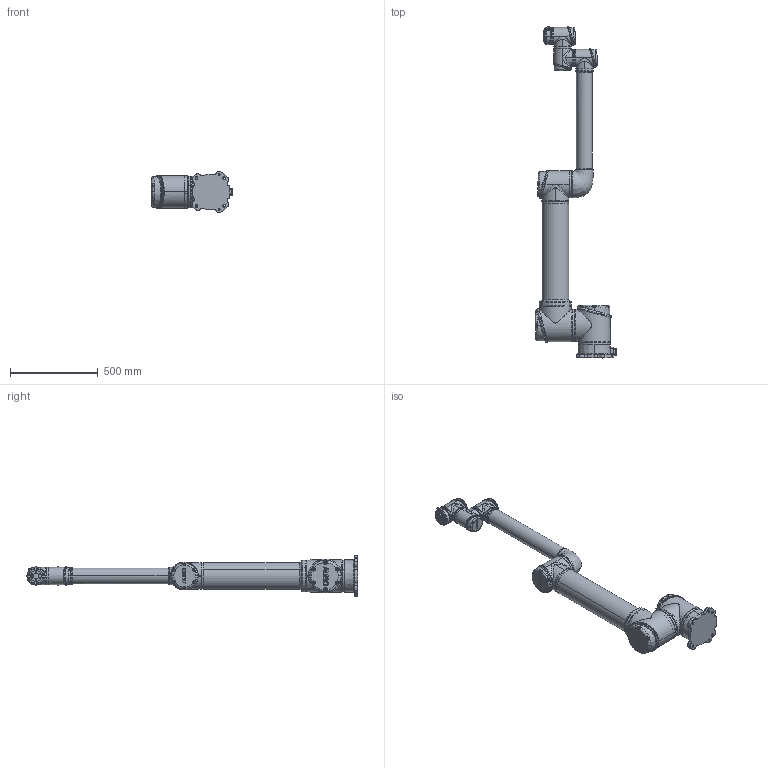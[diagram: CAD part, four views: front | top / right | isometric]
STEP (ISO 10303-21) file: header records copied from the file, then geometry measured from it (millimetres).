
FILE_DESCRIPTION (( 'STEP AP214' ), '1' );
FILE_NAME ('iS20-蚾饜极.STEP', '2023-07-19T02:50:17', ( '' ), ( '' ), 'SwSTEP 2.0', 'SolidWorks 2018', '' );
FILE_SCHEMA (( 'AUTOMOTIVE_DESIGN' ));
Length unit declared in the file: millimetre
Products named in the file (7): iS20-苤旋奪; M40P-壽誹潠趙; iS20-蚾饜极; M20P-壽誹潠趙; iS20-湮旋奪; iS20-菁釱潠趙; iS20-藺傷潠趙
Assembly tree (7 placements, depth 2):
  iS20-蚾饜极
    iS20-菁釱潠趙
    M40P-壽誹潠趙
    iS20-湮旋奪
    iS20-苤旋奪
    M20P-壽誹潠趙  x2
    iS20-藺傷潠趙
Bounding box: 465.5 x 1889.5 x 235.36 mm (x, y, z)
Volume: 36890765.4 mm3; surface area: 2049346.5 mm2
Topology: 21 solids, 33 shells, 4207 faces, 10378 edges, 6435 vertices
Faces by surface type: plane 1145, bspline 1065, cylinder 896, torus 464, cone 433, sphere 204
Entity records: 242322 total; most frequent: CARTESIAN_POINT 131767, ORIENTED_EDGE 19170, DIRECTION 15241, EDGE_CURVE 9585, AXIS2_PLACEMENT_3D 6413, VERTEX_POINT 5946, EDGE_LOOP 4213, ADVANCED_FACE 3936
